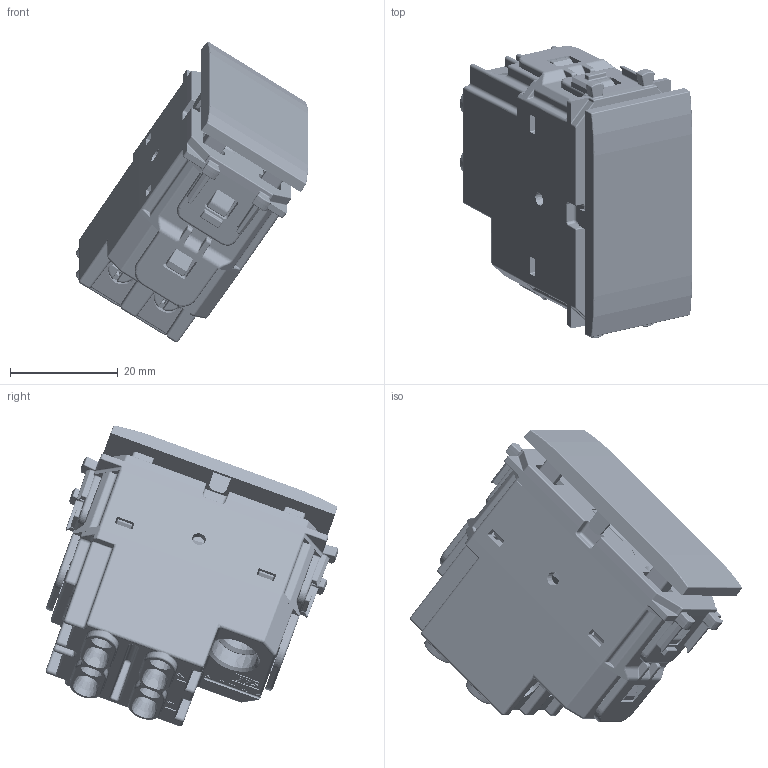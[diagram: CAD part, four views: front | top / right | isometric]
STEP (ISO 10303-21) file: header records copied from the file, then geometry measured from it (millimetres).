
FILE_DESCRIPTION(('CATIA V5 STEP Exchange'),'2;1');
FILE_NAME('441010AS.stp','2024-01-24T11:04:41+00:00',('none'),('none'),'CATIA Version 5-6 Release 2016 SP6','CATIA V5 STEP AP203','none');
FILE_SCHEMA(('CONFIG_CONTROL_DESIGN'));
Products named in the file (1): 441010AS
Assembly tree (20 placements, depth 2):
  441010AS
    #57
    #2297
    #50171
    #62526
    #103918
    #141224
    #217885
    #244332
    #286314  x4
    #288227  x4
    #289145  x2
    #290621  x2
Bounding box: 43.16 x 54.36 x 55.89 mm (x, y, z)
Volume: 19644.6 mm3; surface area: 33332.7 mm2
Topology: 23 solids, 23 shells, 7238 faces, 18205 edges, 10425 vertices
Faces by surface type: cylinder 2757, plane 2269, bspline 1300, sphere 463, cone 257, torus 186, revolution 4, extrusion 2
Entity records: 292278 total; most frequent: CARTESIAN_POINT 153930, ORIENTED_EDGE 33306, DIRECTION 19766, EDGE_CURVE 16653, VERTEX_POINT 9798, AXIS2_PLACEMENT_3D 7739, VECTOR 7075, LINE 7073
